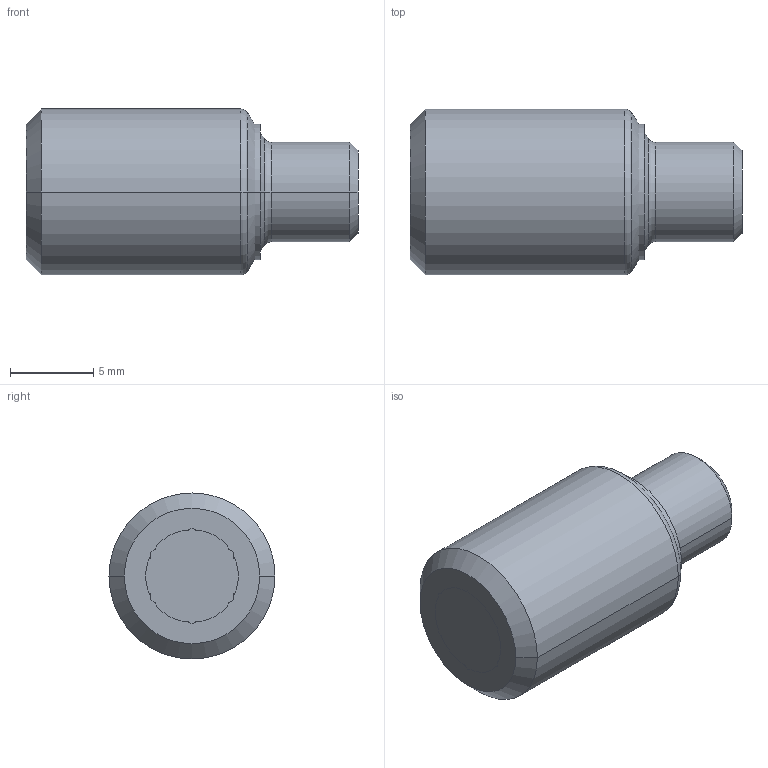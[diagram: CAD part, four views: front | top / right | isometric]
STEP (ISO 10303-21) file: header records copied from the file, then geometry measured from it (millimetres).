
FILE_DESCRIPTION((''),'2;1');
FILE_NAME('320-BOSSARD_BN619_VIS_M10X20_L','2024-02-04T22:06:17',('lucie'),('INSA'),'CREO PARAMETRIC BY PTC INC, 2022014','CREO PARAMETRIC BY PTC INC, 2022014','');
FILE_SCHEMA(('CONFIG_CONTROL_DESIGN'));
Length unit declared in the file: millimetre
Products named in the file (1): 320-BOSSARD_BN619_VIS_M10X20_L
Bounding box: 20 x 10 x 10 mm (x, y, z)
Volume: 1104.3 mm3; surface area: 1230.9 mm2
Topology: 1 solids, 2 shells, 40 faces, 88 edges, 51 vertices
Faces by surface type: plane 16, cone 14, cylinder 6, torus 4
Entity records: 1160 total; most frequent: CARTESIAN_POINT 232, DIRECTION 198, ORIENTED_EDGE 172, EDGE_CURVE 86, AXIS2_PLACEMENT_3D 77, VERTEX_POINT 51, VECTOR 44, LINE 44
